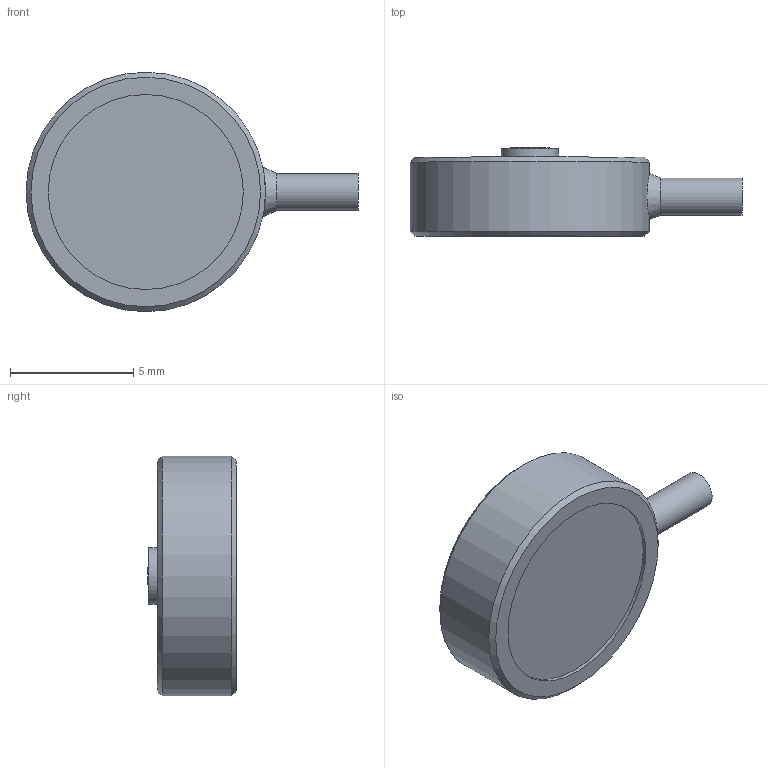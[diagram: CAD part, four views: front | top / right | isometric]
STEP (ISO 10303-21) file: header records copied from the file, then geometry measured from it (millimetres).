
FILE_DESCRIPTION(/* description */ (''),/* implementation_level */ '2;1');
FILE_NAME(/* name */ '247ASLH-10kg v1.step',/* time_stamp */ '2020-01-21T14:36:19-08:00',/* author */ (''),/* organization */ (''),/* preprocessor_version */ 'ST-DEVELOPER v18',/* originating_system */ 'Autodesk Translation Framework v8.12.0.6',/* authorisation */ '');
FILE_SCHEMA (('AUTOMOTIVE_DESIGN { 1 0 10303 214 3 1 1 }'));
Length unit declared in the file: millimetre
Products named in the file (1): 247ASLH-10kg
Bounding box: 13.45 x 3.59 x 9.7 mm (x, y, z)
Volume: 236.4 mm3; surface area: 261.6 mm2
Topology: 1 solids, 1 shells, 12 faces, 28 edges, 21 vertices
Faces by surface type: cylinder 4, plane 4, cone 3, sphere 1
Full cylindrical faces by diameter (mm): 1.5 x1, 2.3 x1, 7.9 x1, 9.7 x1
Entity records: 432 total; most frequent: CARTESIAN_POINT 95, DIRECTION 73, ORIENTED_EDGE 56, AXIS2_PLACEMENT_3D 33, EDGE_CURVE 28, VERTEX_POINT 21, CIRCLE 20, EDGE_LOOP 15
